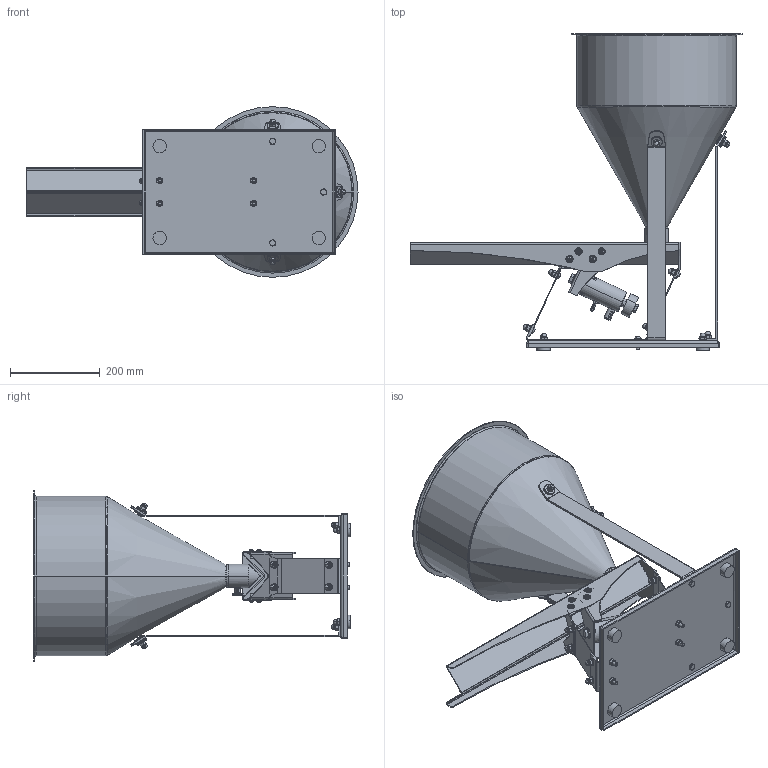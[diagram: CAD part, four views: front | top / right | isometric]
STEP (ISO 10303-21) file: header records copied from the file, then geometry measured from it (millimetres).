
FILE_DESCRIPTION (( 'STEP AP214' ), '1' );
FILE_NAME ('DosyPack 25 mit NTK 18 AL+SM 16-1.STEP', '2013-10-10T10:08:55', ( 'Netter' ), ( 'Microsoft' ), 'SwSTEP 2.0', 'SolidWorks 2010', '' );
FILE_SCHEMA (( 'AUTOMOTIVE_DESIGN' ));
Length unit declared in the file: millimetre
Products named in the file (1): DosyPack 25 mit NTK 18 AL+SM 16-1
Bounding box: 740.86 x 706.2 x 381 mm (x, y, z)
Volume: 2345819.7 mm3; surface area: 1659006.5 mm2
Topology: 13 solids, 49 shells, 3048 faces, 7838 edges, 5000 vertices
Faces by surface type: plane 1193, cylinder 913, cone 604, torus 160, sphere 98, bspline 80
Entity records: 137606 total; most frequent: CARTESIAN_POINT 31748, ORIENTED_EDGE 15308, DIRECTION 14802, EDGE_CURVE 7654, AXIS2_PLACEMENT_3D 5996, VERTEX_POINT 5000, EDGE_LOOP 3410, UNCERTAINTY_MEASURE_WITH_UNIT 3063
